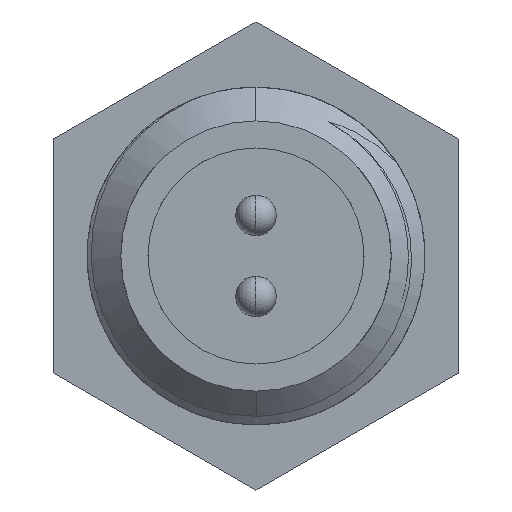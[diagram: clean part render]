
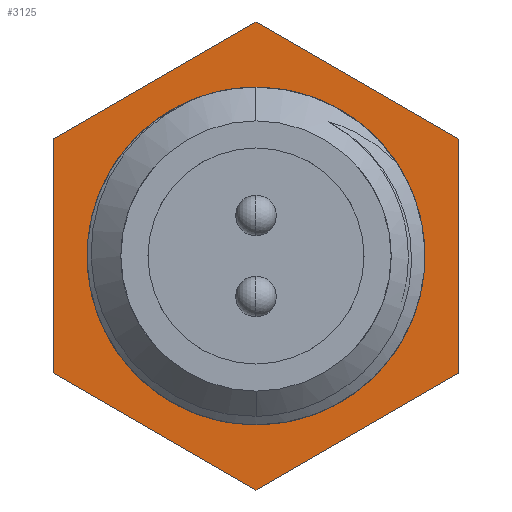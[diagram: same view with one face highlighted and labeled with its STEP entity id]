
A CAD part, left-side view. The second image highlights one B-rep face of the part: STEP entity #3125.
In plain terms, the highlighted planar face has unit normal (-1, 0, 0).
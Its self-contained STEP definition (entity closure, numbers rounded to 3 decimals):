
#200 = AXIS2_PLACEMENT_3D ( 'NONE', #4296, #3940, #3551 ) ;
#203 = VECTOR ( 'NONE', #489, 1000. ) ;
#223 = LINE ( 'NONE', #4084, #646 ) ;
#397 = VERTEX_POINT ( 'NONE', #2754 ) ;
#443 = CARTESIAN_POINT ( 'NONE',  ( 38.2, 7.5, 4.33 ) ) ;
#489 = DIRECTION ( 'NONE',  ( 0., 0., -1. ) ) ;
#615 = EDGE_CURVE ( 'NONE', #1561, #4231, #863, .T. ) ;
#646 = VECTOR ( 'NONE', #4466, 1000. ) ;
#807 = DIRECTION ( 'NONE',  ( 0., 0.866, -0.5 ) ) ;
#863 = CIRCLE ( 'NONE', #4623, 5.6 ) ;
#884 = LINE ( 'NONE', #1922, #3959 ) ;
#1092 = DIRECTION ( 'NONE',  ( 1., 0., 0. ) ) ;
#1269 = DIRECTION ( 'NONE',  ( 0., 0., 1. ) ) ;
#1329 = DIRECTION ( 'NONE',  ( 0., -0.866, -0.5 ) ) ;
#1357 = EDGE_CURVE ( 'NONE', #4603, #3936, #223, .T. ) ;
#1362 = ORIENTED_EDGE ( 'NONE', *, *, #615, .T. ) ;
#1392 = EDGE_CURVE ( 'NONE', #4231, #1561, #4631, .T. ) ;
#1414 = EDGE_CURVE ( 'NONE', #1633, #397, #3390, .T. ) ;
#1416 = EDGE_CURVE ( 'NONE', #3936, #1633, #4490, .T. ) ;
#1463 = CARTESIAN_POINT ( 'NONE',  ( 38.2, -7.5, -4.33 ) ) ;
#1507 = ORIENTED_EDGE ( 'NONE', *, *, #1392, .T. ) ;
#1561 = VERTEX_POINT ( 'NONE', #2329 ) ;
#1633 = VERTEX_POINT ( 'NONE', #443 ) ;
#1699 = PLANE ( 'NONE',  #200 ) ;
#1781 = DIRECTION ( 'NONE',  ( 0., 0., -1. ) ) ;
#1922 = CARTESIAN_POINT ( 'NONE',  ( 38.2, -7.5, -4.33 ) ) ;
#1998 = VECTOR ( 'NONE', #1269, 1000. ) ;
#2047 = ORIENTED_EDGE ( 'NONE', *, *, #4070, .F. ) ;
#2087 = EDGE_CURVE ( 'NONE', #397, #4047, #3489, .T. ) ;
#2302 = LINE ( 'NONE', #3701, #203 ) ;
#2315 = CARTESIAN_POINT ( 'NONE',  ( 38.2, 7.5, 4.33 ) ) ;
#2329 = CARTESIAN_POINT ( 'NONE',  ( 38.2, 0., -5.6 ) ) ;
#2401 = EDGE_LOOP ( 'NONE', ( #1362, #1507 ) ) ;
#2754 = CARTESIAN_POINT ( 'NONE',  ( 38.2, 0., 8.66 ) ) ;
#2758 = EDGE_LOOP ( 'NONE', ( #4162, #2047, #4551, #4572, #4003, #3182 ) ) ;
#3056 = DIRECTION ( 'NONE',  ( 1., 0., 0. ) ) ;
#3125 = ADVANCED_FACE ( 'NONE', ( #3901, #3874 ), #1699, .F. ) ;
#3182 = ORIENTED_EDGE ( 'NONE', *, *, #1357, .F. ) ;
#3281 = VECTOR ( 'NONE', #3769, 1000. ) ;
#3390 = LINE ( 'NONE', #2315, #3281 ) ;
#3413 = CARTESIAN_POINT ( 'NONE',  ( 38.2, 7.5, -4.33 ) ) ;
#3489 = LINE ( 'NONE', #4564, #3735 ) ;
#3551 = DIRECTION ( 'NONE',  ( 0., 0., -1. ) ) ;
#3701 = CARTESIAN_POINT ( 'NONE',  ( 38.2, -7.5, 4.33 ) ) ;
#3713 = DIRECTION ( 'NONE',  ( 0., 0., -1. ) ) ;
#3735 = VECTOR ( 'NONE', #1329, 1000. ) ;
#3769 = DIRECTION ( 'NONE',  ( 0., -0.866, 0.5 ) ) ;
#3874 = FACE_OUTER_BOUND ( 'NONE', #2758, .T. ) ;
#3901 = FACE_BOUND ( 'NONE', #2401, .T. ) ;
#3936 = VERTEX_POINT ( 'NONE', #4351 ) ;
#3940 = DIRECTION ( 'NONE',  ( 1., 0., 0. ) ) ;
#3946 = CARTESIAN_POINT ( 'NONE',  ( 38.2, 0., 5.6 ) ) ;
#3959 = VECTOR ( 'NONE', #807, 1000. ) ;
#4003 = ORIENTED_EDGE ( 'NONE', *, *, #1416, .F. ) ;
#4047 = VERTEX_POINT ( 'NONE', #4501 ) ;
#4058 = CARTESIAN_POINT ( 'NONE',  ( 38.2, 0., 0. ) ) ;
#4070 = EDGE_CURVE ( 'NONE', #4047, #4223, #2302, .T. ) ;
#4084 = CARTESIAN_POINT ( 'NONE',  ( 38.2, 0., -8.66 ) ) ;
#4116 = AXIS2_PLACEMENT_3D ( 'NONE', #4058, #3056, #3713 ) ;
#4162 = ORIENTED_EDGE ( 'NONE', *, *, #4515, .F. ) ;
#4223 = VERTEX_POINT ( 'NONE', #1463 ) ;
#4230 = CARTESIAN_POINT ( 'NONE',  ( 38.2, 0., -8.66 ) ) ;
#4231 = VERTEX_POINT ( 'NONE', #3946 ) ;
#4296 = CARTESIAN_POINT ( 'NONE',  ( 38.2, 0., 0. ) ) ;
#4351 = CARTESIAN_POINT ( 'NONE',  ( 38.2, 7.5, -4.33 ) ) ;
#4466 = DIRECTION ( 'NONE',  ( 0., 0.866, 0.5 ) ) ;
#4490 = LINE ( 'NONE', #3413, #1998 ) ;
#4501 = CARTESIAN_POINT ( 'NONE',  ( 38.2, -7.5, 4.33 ) ) ;
#4515 = EDGE_CURVE ( 'NONE', #4223, #4603, #884, .T. ) ;
#4551 = ORIENTED_EDGE ( 'NONE', *, *, #2087, .F. ) ;
#4564 = CARTESIAN_POINT ( 'NONE',  ( 38.2, 0., 8.66 ) ) ;
#4572 = ORIENTED_EDGE ( 'NONE', *, *, #1414, .F. ) ;
#4603 = VERTEX_POINT ( 'NONE', #4230 ) ;
#4608 = CARTESIAN_POINT ( 'NONE',  ( 38.2, 0., 0. ) ) ;
#4623 = AXIS2_PLACEMENT_3D ( 'NONE', #4608, #1092, #1781 ) ;
#4631 = CIRCLE ( 'NONE', #4116, 5.6 ) ;
